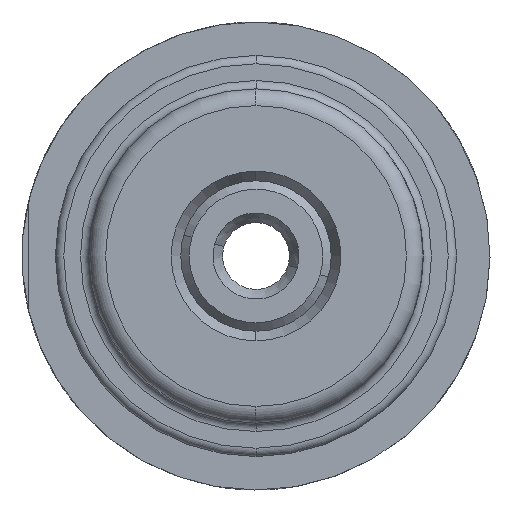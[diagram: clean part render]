
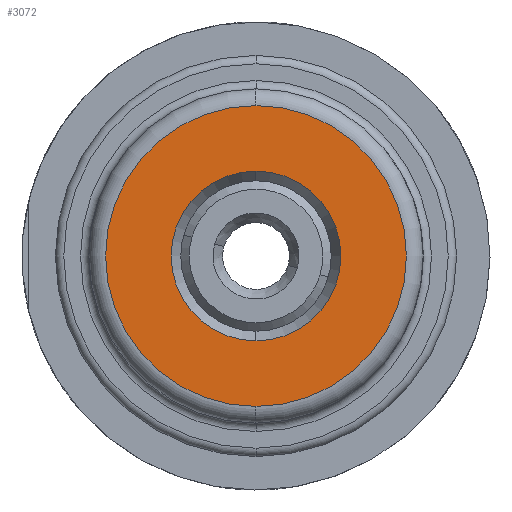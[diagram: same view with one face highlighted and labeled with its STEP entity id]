
A CAD part, left-side view. The second image highlights one B-rep face of the part: STEP entity #3072.
In plain terms, the highlighted planar face has unit normal (-1, 0, 0).
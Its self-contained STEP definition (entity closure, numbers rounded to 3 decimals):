
#26 = EDGE_CURVE ( 'NONE', #2931, #2734, #150, .T. ) ;
#150 = CIRCLE ( 'NONE', #3204, 9. ) ;
#199 = CARTESIAN_POINT ( 'NONE',  ( 0., 0., 0. ) ) ;
#223 = CARTESIAN_POINT ( 'NONE',  ( 0., 0., 0. ) ) ;
#308 = CARTESIAN_POINT ( 'NONE',  ( 0., 5.077, 0. ) ) ;
#368 = CIRCLE ( 'NONE', #1109, 5.077 ) ;
#695 = CARTESIAN_POINT ( 'NONE',  ( 0., 0., 9. ) ) ;
#754 = DIRECTION ( 'NONE',  ( 0., 0., 1. ) ) ;
#807 = ORIENTED_EDGE ( 'NONE', *, *, #26, .T. ) ;
#969 = CIRCLE ( 'NONE', #2293, 9. ) ;
#1018 = CARTESIAN_POINT ( 'NONE',  ( 0., 0., 0. ) ) ;
#1085 = DIRECTION ( 'NONE',  ( 1., 0., 0. ) ) ;
#1104 = EDGE_CURVE ( 'NONE', #2734, #2931, #969, .T. ) ;
#1109 = AXIS2_PLACEMENT_3D ( 'NONE', #199, #2997, #2649 ) ;
#1137 = CARTESIAN_POINT ( 'NONE',  ( 0., 0., 0. ) ) ;
#1281 = DIRECTION ( 'NONE',  ( -1., 0., 0. ) ) ;
#1358 = FACE_OUTER_BOUND ( 'NONE', #1581, .T. ) ;
#1411 = DIRECTION ( 'NONE',  ( 0., 0., 1. ) ) ;
#1509 = EDGE_LOOP ( 'NONE', ( #1679, #2717 ) ) ;
#1540 = AXIS2_PLACEMENT_3D ( 'NONE', #223, #2826, #754 ) ;
#1581 = EDGE_LOOP ( 'NONE', ( #3038, #807 ) ) ;
#1645 = VERTEX_POINT ( 'NONE', #3343 ) ;
#1679 = ORIENTED_EDGE ( 'NONE', *, *, #2129, .F. ) ;
#1682 = CIRCLE ( 'NONE', #1540, 5.077 ) ;
#1802 = VERTEX_POINT ( 'NONE', #1931 ) ;
#1931 = CARTESIAN_POINT ( 'NONE',  ( 0., 0., 5.077 ) ) ;
#1974 = FACE_BOUND ( 'NONE', #1509, .T. ) ;
#2129 = EDGE_CURVE ( 'NONE', #1802, #1645, #1682, .T. ) ;
#2293 = AXIS2_PLACEMENT_3D ( 'NONE', #1018, #1281, #2805 ) ;
#2370 = EDGE_CURVE ( 'NONE', #1645, #1802, #368, .T. ) ;
#2419 = PLANE ( 'NONE',  #2864 ) ;
#2649 = DIRECTION ( 'NONE',  ( 0., 0., 1. ) ) ;
#2676 = DIRECTION ( 'NONE',  ( 0., 0., -1. ) ) ;
#2717 = ORIENTED_EDGE ( 'NONE', *, *, #2370, .F. ) ;
#2734 = VERTEX_POINT ( 'NONE', #695 ) ;
#2805 = DIRECTION ( 'NONE',  ( 0., 0., 1. ) ) ;
#2826 = DIRECTION ( 'NONE',  ( -1., 0., 0. ) ) ;
#2864 = AXIS2_PLACEMENT_3D ( 'NONE', #308, #1085, #2676 ) ;
#2931 = VERTEX_POINT ( 'NONE', #3144 ) ;
#2985 = DIRECTION ( 'NONE',  ( -1., 0., 0. ) ) ;
#2997 = DIRECTION ( 'NONE',  ( -1., 0., 0. ) ) ;
#3038 = ORIENTED_EDGE ( 'NONE', *, *, #1104, .T. ) ;
#3072 = ADVANCED_FACE ( 'NONE', ( #1974, #1358 ), #2419, .F. ) ;
#3144 = CARTESIAN_POINT ( 'NONE',  ( 0., 0., -9. ) ) ;
#3204 = AXIS2_PLACEMENT_3D ( 'NONE', #1137, #2985, #1411 ) ;
#3343 = CARTESIAN_POINT ( 'NONE',  ( 0., 0., -5.077 ) ) ;
